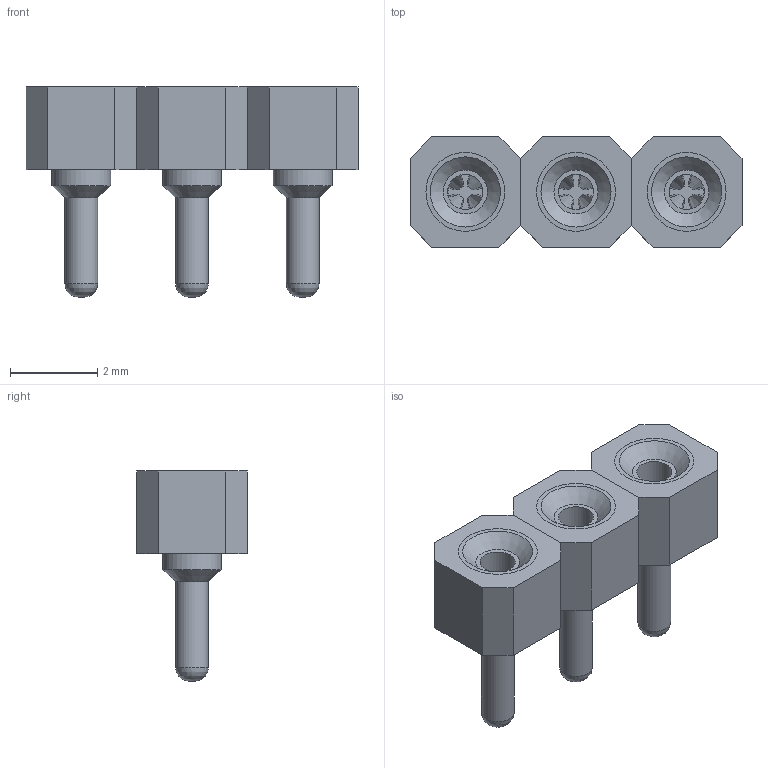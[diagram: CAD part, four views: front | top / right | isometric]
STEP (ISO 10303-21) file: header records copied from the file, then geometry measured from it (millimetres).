
FILE_DESCRIPTION(('FreeCAD Model'),'2;1');
FILE_NAME('1x02_H1.9_L4.82.step','2016-11-23T03:28:25',('Author'),(''), 'Open CASCADE STEP processor 6.8','FreeCAD','Unknown');
FILE_SCHEMA(('AUTOMOTIVE_DESIGN_CC2 { 1 2 10303 214 -1 1 5 4 }'));
Length unit declared in the file: millimetre
Products named in the file (2): ASSEMBLY; 1x02_H1.9_L4.82
Assembly tree (1 placements, depth 2):
  ASSEMBLY
    1x02_H1.9_L4.82
Bounding box: 7.62 x 2.54 x 4.82 mm (x, y, z)
Volume: 32.7 mm3; surface area: 222.9 mm2
Topology: 9 solids, 12 shells, 168 faces, 363 edges, 231 vertices
Faces by surface type: plane 108, cylinder 39, cone 18, revolution 3
Full cylindrical faces by diameter (mm): 0.6 x3, 0.75 x3, 0.81 x3, 1.01 x6, 1.35 x12, 1.5 x6, 1.81 x6
Entity records: 10868 total; most frequent: CARTESIAN_POINT 2546, DIRECTION 1309, ORIENTED_EDGE 726, PCURVE 726, DEFINITIONAL_REPRESENTATION 726, LINE 555, VECTOR 555, EDGE_CURVE 363
